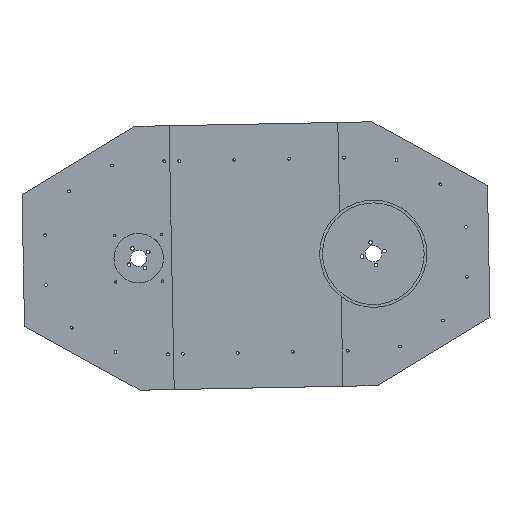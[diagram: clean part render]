
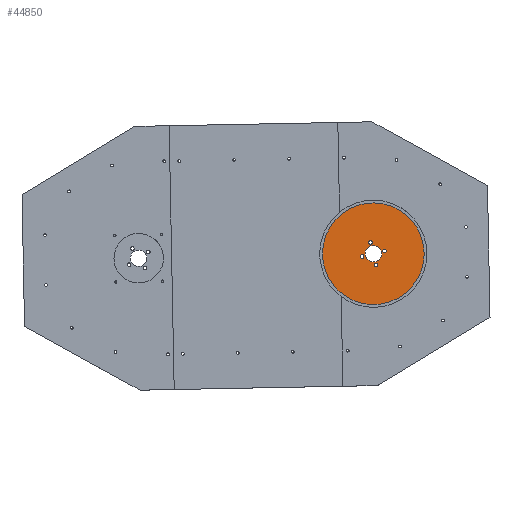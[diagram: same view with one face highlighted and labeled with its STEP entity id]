
A CAD part, top view. The second image highlights one B-rep face of the part: STEP entity #44850.
In plain terms, the highlighted face is planar.
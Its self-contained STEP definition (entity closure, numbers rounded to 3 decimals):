
#141 = VERTEX_POINT ( 'NONE', #15357 ) ;
#353 = ORIENTED_EDGE ( 'NONE', *, *, #40123, .F. ) ;
#845 = DIRECTION ( 'NONE',  ( 0., 0., -1. ) ) ;
#1002 = AXIS2_PLACEMENT_3D ( 'NONE', #35248, #39951, #16043 ) ;
#1107 = CIRCLE ( 'NONE', #18606, 92.5 ) ;
#1125 = ORIENTED_EDGE ( 'NONE', *, *, #26059, .F. ) ;
#1653 = DIRECTION ( 'NONE',  ( 1., 0., 0. ) ) ;
#1779 = CARTESIAN_POINT ( 'NONE',  ( 0., 0., 0. ) ) ;
#1860 = ORIENTED_EDGE ( 'NONE', *, *, #37006, .F. ) ;
#2271 = CARTESIAN_POINT ( 'NONE',  ( 0., 0., -92.5 ) ) ;
#2548 = VERTEX_POINT ( 'NONE', #33358 ) ;
#2691 = DIRECTION ( 'NONE',  ( -1., 0., 0. ) ) ;
#2948 = CARTESIAN_POINT ( 'NONE',  ( 0., 0., 92.5 ) ) ;
#2990 = DIRECTION ( 'NONE',  ( -1., 0., 0. ) ) ;
#3027 = DIRECTION ( 'NONE',  ( 0., 0., -1. ) ) ;
#3386 = CIRCLE ( 'NONE', #1002, 3.324 ) ;
#4001 = CARTESIAN_POINT ( 'NONE',  ( 0., -14.849, 14.849 ) ) ;
#4089 = EDGE_LOOP ( 'NONE', ( #23940, #353 ) ) ;
#4690 = CIRCLE ( 'NONE', #23796, 3.324 ) ;
#4999 = VERTEX_POINT ( 'NONE', #6276 ) ;
#5085 = EDGE_CURVE ( 'NONE', #141, #24998, #41660, .T. ) ;
#5578 = EDGE_CURVE ( 'NONE', #4999, #29535, #17795, .T. ) ;
#6158 = FACE_BOUND ( 'NONE', #4089, .T. ) ;
#6276 = CARTESIAN_POINT ( 'NONE',  ( 0., 14.849, 18.173 ) ) ;
#6431 = DIRECTION ( 'NONE',  ( 0., 0., 1. ) ) ;
#6547 = CARTESIAN_POINT ( 'NONE',  ( 0., 14.849, -14.849 ) ) ;
#7565 = AXIS2_PLACEMENT_3D ( 'NONE', #18340, #14613, #34067 ) ;
#7983 = DIRECTION ( 'NONE',  ( 0., 0., -1. ) ) ;
#8720 = DIRECTION ( 'NONE',  ( -1., 0., 0. ) ) ;
#8806 = AXIS2_PLACEMENT_3D ( 'NONE', #21145, #2691, #6431 ) ;
#8831 = CIRCLE ( 'NONE', #23175, 15. ) ;
#9733 = ORIENTED_EDGE ( 'NONE', *, *, #18885, .F. ) ;
#9771 = CIRCLE ( 'NONE', #37630, 3.324 ) ;
#9982 = DIRECTION ( 'NONE',  ( 0., 0., -1. ) ) ;
#11473 = AXIS2_PLACEMENT_3D ( 'NONE', #41370, #2990, #9982 ) ;
#12284 = AXIS2_PLACEMENT_3D ( 'NONE', #23139, #30638, #31376 ) ;
#13113 = EDGE_CURVE ( 'NONE', #15124, #29512, #1107, .T. ) ;
#13624 = DIRECTION ( 'NONE',  ( 0., 0., -1. ) ) ;
#13871 = FACE_BOUND ( 'NONE', #22952, .T. ) ;
#14613 = DIRECTION ( 'NONE',  ( -1., 0., 0. ) ) ;
#15124 = VERTEX_POINT ( 'NONE', #2271 ) ;
#15357 = CARTESIAN_POINT ( 'NONE',  ( 0., -14.849, -11.526 ) ) ;
#15813 = CARTESIAN_POINT ( 'NONE',  ( 0., -14.849, 14.849 ) ) ;
#16043 = DIRECTION ( 'NONE',  ( 0., 0., -1. ) ) ;
#16374 = CARTESIAN_POINT ( 'NONE',  ( 0., 0., 15. ) ) ;
#16633 = CARTESIAN_POINT ( 'NONE',  ( 0., 0., -15. ) ) ;
#17795 = CIRCLE ( 'NONE', #12284, 3.324 ) ;
#17961 = DIRECTION ( 'NONE',  ( -1., 0., 0. ) ) ;
#18340 = CARTESIAN_POINT ( 'NONE',  ( 0., 14.849, -14.849 ) ) ;
#18591 = AXIS2_PLACEMENT_3D ( 'NONE', #37413, #49128, #3027 ) ;
#18606 = AXIS2_PLACEMENT_3D ( 'NONE', #30866, #38572, #43029 ) ;
#18885 = EDGE_CURVE ( 'NONE', #20736, #35438, #8831, .T. ) ;
#20284 = AXIS2_PLACEMENT_3D ( 'NONE', #47276, #1653, #13624 ) ;
#20736 = VERTEX_POINT ( 'NONE', #16633 ) ;
#21145 = CARTESIAN_POINT ( 'NONE',  ( 0., 0., 0. ) ) ;
#21759 = EDGE_CURVE ( 'NONE', #29535, #4999, #3386, .T. ) ;
#21987 = ORIENTED_EDGE ( 'NONE', *, *, #43613, .F. ) ;
#22333 = ORIENTED_EDGE ( 'NONE', *, *, #21759, .F. ) ;
#22952 = EDGE_LOOP ( 'NONE', ( #39629, #9733 ) ) ;
#23017 = DIRECTION ( 'NONE',  ( 0., 0., 1. ) ) ;
#23139 = CARTESIAN_POINT ( 'NONE',  ( 0., 14.849, 14.849 ) ) ;
#23151 = CIRCLE ( 'NONE', #8806, 92.5 ) ;
#23175 = AXIS2_PLACEMENT_3D ( 'NONE', #1779, #17961, #44395 ) ;
#23431 = CIRCLE ( 'NONE', #11473, 3.324 ) ;
#23515 = CARTESIAN_POINT ( 'NONE',  ( 0., 14.849, -11.526 ) ) ;
#23796 = AXIS2_PLACEMENT_3D ( 'NONE', #15813, #38499, #845 ) ;
#23888 = VERTEX_POINT ( 'NONE', #38079 ) ;
#23940 = ORIENTED_EDGE ( 'NONE', *, *, #28494, .F. ) ;
#24769 = DIRECTION ( 'NONE',  ( -1., 0., 0. ) ) ;
#24776 = EDGE_LOOP ( 'NONE', ( #21987, #1860 ) ) ;
#24998 = VERTEX_POINT ( 'NONE', #36841 ) ;
#26059 = EDGE_CURVE ( 'NONE', #24998, #141, #23431, .T. ) ;
#27391 = ORIENTED_EDGE ( 'NONE', *, *, #13113, .T. ) ;
#27879 = ORIENTED_EDGE ( 'NONE', *, *, #35200, .T. ) ;
#27974 = ORIENTED_EDGE ( 'NONE', *, *, #5578, .F. ) ;
#28113 = FACE_OUTER_BOUND ( 'NONE', #45133, .T. ) ;
#28494 = EDGE_CURVE ( 'NONE', #49015, #45269, #48289, .T. ) ;
#28925 = ORIENTED_EDGE ( 'NONE', *, *, #5085, .F. ) ;
#29057 = CIRCLE ( 'NONE', #7565, 3.324 ) ;
#29512 = VERTEX_POINT ( 'NONE', #2948 ) ;
#29535 = VERTEX_POINT ( 'NONE', #29877 ) ;
#29877 = CARTESIAN_POINT ( 'NONE',  ( 0., 14.849, 11.526 ) ) ;
#30599 = EDGE_LOOP ( 'NONE', ( #28925, #1125 ) ) ;
#30638 = DIRECTION ( 'NONE',  ( -1., 0., 0. ) ) ;
#30866 = CARTESIAN_POINT ( 'NONE',  ( 0., 0., 0. ) ) ;
#31250 = CARTESIAN_POINT ( 'NONE',  ( 0., 0., 0. ) ) ;
#31376 = DIRECTION ( 'NONE',  ( 0., 0., -1. ) ) ;
#31699 = EDGE_CURVE ( 'NONE', #35438, #20736, #33337, .T. ) ;
#32581 = FACE_BOUND ( 'NONE', #30599, .T. ) ;
#33234 = DIRECTION ( 'NONE',  ( 0., 0., -1. ) ) ;
#33337 = CIRCLE ( 'NONE', #34953, 15. ) ;
#33358 = CARTESIAN_POINT ( 'NONE',  ( 0., -14.849, 18.173 ) ) ;
#33492 = CARTESIAN_POINT ( 'NONE',  ( 0., 14.849, -18.173 ) ) ;
#34067 = DIRECTION ( 'NONE',  ( 0., 0., -1. ) ) ;
#34953 = AXIS2_PLACEMENT_3D ( 'NONE', #31250, #46442, #23017 ) ;
#35200 = EDGE_CURVE ( 'NONE', #29512, #15124, #23151, .T. ) ;
#35248 = CARTESIAN_POINT ( 'NONE',  ( 0., 14.849, 14.849 ) ) ;
#35438 = VERTEX_POINT ( 'NONE', #16374 ) ;
#35818 = FACE_BOUND ( 'NONE', #24776, .T. ) ;
#36841 = CARTESIAN_POINT ( 'NONE',  ( 0., -14.849, -18.173 ) ) ;
#37006 = EDGE_CURVE ( 'NONE', #23888, #2548, #9771, .T. ) ;
#37413 = CARTESIAN_POINT ( 'NONE',  ( 0., -14.849, -14.849 ) ) ;
#37630 = AXIS2_PLACEMENT_3D ( 'NONE', #4001, #8720, #7983 ) ;
#38079 = CARTESIAN_POINT ( 'NONE',  ( 0., -14.849, 11.526 ) ) ;
#38490 = EDGE_LOOP ( 'NONE', ( #27974, #22333 ) ) ;
#38499 = DIRECTION ( 'NONE',  ( -1., 0., 0. ) ) ;
#38572 = DIRECTION ( 'NONE',  ( -1., 0., 0. ) ) ;
#39629 = ORIENTED_EDGE ( 'NONE', *, *, #31699, .F. ) ;
#39803 = PLANE ( 'NONE',  #20284 ) ;
#39951 = DIRECTION ( 'NONE',  ( -1., 0., 0. ) ) ;
#40123 = EDGE_CURVE ( 'NONE', #45269, #49015, #29057, .T. ) ;
#41370 = CARTESIAN_POINT ( 'NONE',  ( 0., -14.849, -14.849 ) ) ;
#41660 = CIRCLE ( 'NONE', #18591, 3.324 ) ;
#43029 = DIRECTION ( 'NONE',  ( 0., 0., 1. ) ) ;
#43511 = AXIS2_PLACEMENT_3D ( 'NONE', #6547, #24769, #33234 ) ;
#43613 = EDGE_CURVE ( 'NONE', #2548, #23888, #4690, .T. ) ;
#44395 = DIRECTION ( 'NONE',  ( 0., 0., 1. ) ) ;
#44850 = ADVANCED_FACE ( 'PLANAR_0', ( #32581, #6158, #35818, #47765, #13871, #28113 ), #39803, .F. ) ;
#45133 = EDGE_LOOP ( 'NONE', ( #27879, #27391 ) ) ;
#45269 = VERTEX_POINT ( 'NONE', #33492 ) ;
#46442 = DIRECTION ( 'NONE',  ( -1., 0., 0. ) ) ;
#47276 = CARTESIAN_POINT ( 'NONE',  ( 0., 0., 0. ) ) ;
#47765 = FACE_BOUND ( 'NONE', #38490, .T. ) ;
#48289 = CIRCLE ( 'NONE', #43511, 3.324 ) ;
#49015 = VERTEX_POINT ( 'NONE', #23515 ) ;
#49128 = DIRECTION ( 'NONE',  ( -1., 0., 0. ) ) ;
